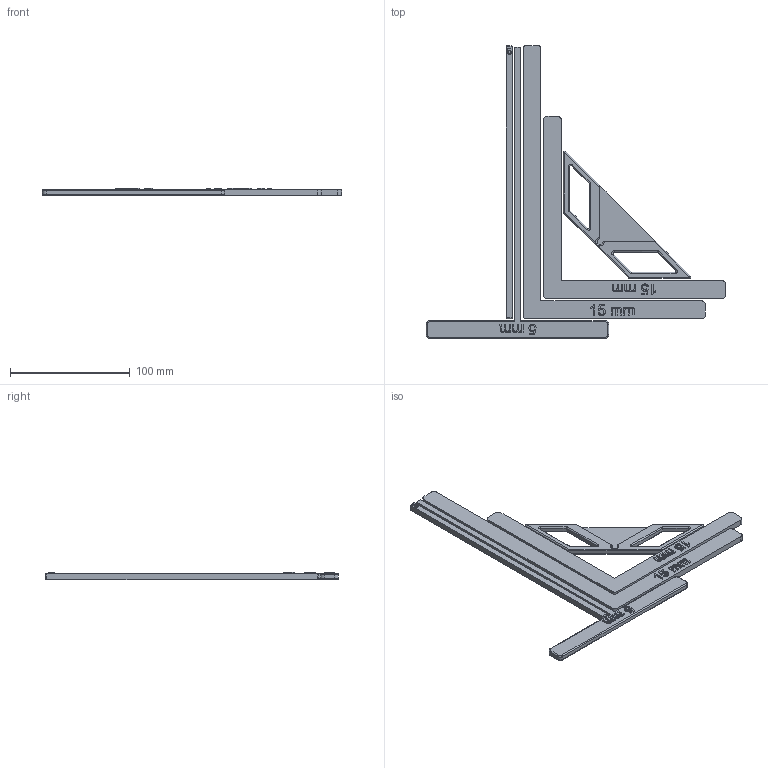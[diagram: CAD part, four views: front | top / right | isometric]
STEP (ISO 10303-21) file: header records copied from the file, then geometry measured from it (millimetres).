
FILE_DESCRIPTION(/* description */ (''),/* implementation_level */ '2;1');
FILE_NAME(/* name */ 'Book Binding tools.step',/* time_stamp */ '2024-11-09T23:54:16-06:00',/* author */ (''),/* organization */ (''),/* preprocessor_version */ 'ST-DEVELOPER v20',/* originating_system */ 'Autodesk Translation Framework v13.20.0.188',/* authorisation */ '');
FILE_SCHEMA (('AUTOMOTIVE_DESIGN { 1 0 10303 214 3 1 1 }'));
Length unit declared in the file: millimetre
Products named in the file (6): Book Binding tools; Component1; Component3; Component4; Component5; Component2
Assembly tree (5 placements, depth 2):
  Book Binding tools
    Component1
    Component3
    Component4
    Component5
    Component2
Bounding box: 250.16 x 244.99 x 6 mm (x, y, z)
Volume: 82258.4 mm3; surface area: 50472.3 mm2
Topology: 5 solids, 5 shells, 437 faces, 1166 edges, 751 vertices
Faces by surface type: bspline 170, plane 167, cylinder 71, torus 21, sphere 8
Entity records: 15946 total; most frequent: CARTESIAN_POINT 5959, ORIENTED_EDGE 2332, DIRECTION 1530, EDGE_CURVE 1166, VERTEX_POINT 751, LINE 672, VECTOR 672, EDGE_LOOP 453
